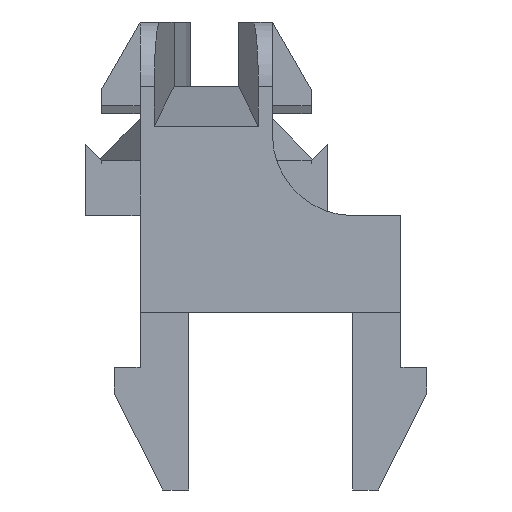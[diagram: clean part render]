
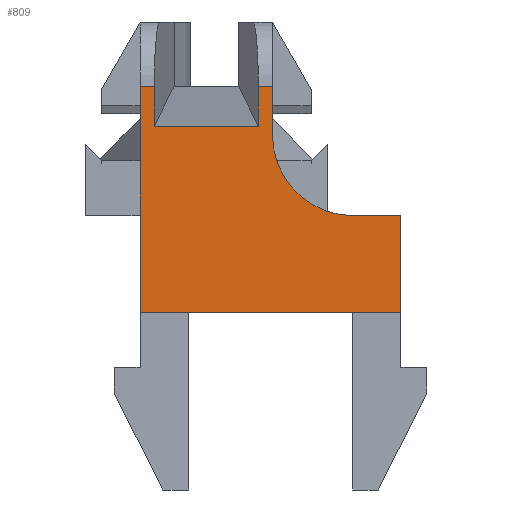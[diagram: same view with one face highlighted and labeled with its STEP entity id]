
A CAD part, left-side view. The second image highlights one B-rep face of the part: STEP entity #809.
In plain terms, the highlighted planar face has unit normal (-1, 0, 0).
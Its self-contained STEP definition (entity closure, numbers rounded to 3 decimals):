
#339=CARTESIAN_POINT('',(-77.5,-2.05,1.));
#340=VERTEX_POINT('',#339);
#358=CARTESIAN_POINT('',(-77.5,-1.612,1.));
#359=VERTEX_POINT('',#358);
#367=CARTESIAN_POINT('',(-77.5,-1.612,1.));
#368=DIRECTION('',(0.0,-1.0,0.0));
#369=VECTOR('',#368,0.438);
#370=LINE('',#367,#369);
#371=EDGE_CURVE('',#359,#340,#370,.T.);
#453=CARTESIAN_POINT('',(-77.5,-2.05,-0.5));
#454=VERTEX_POINT('',#453);
#455=CARTESIAN_POINT('',(-77.5,-2.05,-0.5));
#456=DIRECTION('',(0.0,0.0,1.0));
#457=VECTOR('',#456,1.5);
#458=LINE('',#455,#457);
#459=EDGE_CURVE('',#454,#340,#458,.T.);
#729=CARTESIAN_POINT('',(-77.5,-2.05,-3.));
#730=DIRECTION('',(-1.0,0.0,0.0));
#731=DIRECTION('',(0.0,0.0,1.0));
#732=AXIS2_PLACEMENT_3D('',#729,#730,#731);
#733=PLANE('',#732);
#734=ORIENTED_EDGE('',*,*,#371,.F.);
#735=CARTESIAN_POINT('',(-77.5,-1.612,-0.234));
#736=VERTEX_POINT('',#735);
#737=CARTESIAN_POINT('',(-77.5,-1.612,-0.234));
#738=DIRECTION('',(0.0,0.0,1.0));
#739=VECTOR('',#738,1.234);
#740=LINE('',#737,#739);
#741=EDGE_CURVE('',#736,#359,#740,.T.);
#742=ORIENTED_EDGE('',*,*,#741,.F.);
#743=CARTESIAN_POINT('',(-77.5,1.612,-0.234));
#744=VERTEX_POINT('',#743);
#745=CARTESIAN_POINT('',(-77.5,1.612,-0.234));
#746=DIRECTION('',(0.0,-1.0,0.0));
#747=VECTOR('',#746,3.225);
#748=LINE('',#745,#747);
#749=EDGE_CURVE('',#744,#736,#748,.T.);
#750=ORIENTED_EDGE('',*,*,#749,.F.);
#751=CARTESIAN_POINT('',(-77.5,1.612,1.));
#752=VERTEX_POINT('',#751);
#753=CARTESIAN_POINT('',(-77.5,1.612,1.));
#754=DIRECTION('',(0.0,0.0,-1.0));
#755=VECTOR('',#754,1.234);
#756=LINE('',#753,#755);
#757=EDGE_CURVE('',#752,#744,#756,.T.);
#758=ORIENTED_EDGE('',*,*,#757,.F.);
#759=CARTESIAN_POINT('',(-77.5,2.05,1.));
#760=VERTEX_POINT('',#759);
#761=CARTESIAN_POINT('',(-77.5,2.05,1.));
#762=DIRECTION('',(0.0,-1.0,0.0));
#763=VECTOR('',#762,0.438);
#764=LINE('',#761,#763);
#765=EDGE_CURVE('',#760,#752,#764,.T.);
#766=ORIENTED_EDGE('',*,*,#765,.F.);
#767=CARTESIAN_POINT('',(-77.5,2.05,-6.));
#768=VERTEX_POINT('',#767);
#769=CARTESIAN_POINT('',(-77.5,2.05,1.));
#770=DIRECTION('',(0.0,0.0,-1.0));
#771=VECTOR('',#770,7.);
#772=LINE('',#769,#771);
#773=EDGE_CURVE('',#760,#768,#772,.T.);
#774=ORIENTED_EDGE('',*,*,#773,.T.);
#775=CARTESIAN_POINT('',(-77.5,-6.03,-6.));
#776=VERTEX_POINT('',#775);
#777=CARTESIAN_POINT('',(-77.5,2.05,-6.));
#778=DIRECTION('',(0.0,-1.0,0.0));
#779=VECTOR('',#778,8.08);
#780=LINE('',#777,#779);
#781=EDGE_CURVE('',#768,#776,#780,.T.);
#782=ORIENTED_EDGE('',*,*,#781,.T.);
#783=CARTESIAN_POINT('',(-77.5,-6.03,-3.));
#784=VERTEX_POINT('',#783);
#785=CARTESIAN_POINT('',(-77.5,-6.03,-3.));
#786=DIRECTION('',(0.0,0.0,-1.0));
#787=VECTOR('',#786,3.);
#788=LINE('',#785,#787);
#789=EDGE_CURVE('',#784,#776,#788,.T.);
#790=ORIENTED_EDGE('',*,*,#789,.F.);
#791=CARTESIAN_POINT('',(-77.5,-4.55,-3.));
#792=VERTEX_POINT('',#791);
#793=CARTESIAN_POINT('',(-77.5,-4.55,-3.));
#794=DIRECTION('',(0.0,-1.0,0.0));
#795=VECTOR('',#794,1.48);
#796=LINE('',#793,#795);
#797=EDGE_CURVE('',#792,#784,#796,.T.);
#798=ORIENTED_EDGE('',*,*,#797,.F.);
#799=CARTESIAN_POINT('',(-77.5,-4.55,-0.5));
#800=DIRECTION('',(-1.,0.0,0.0));
#801=DIRECTION('',(0.0,0.707,-0.707));
#802=AXIS2_PLACEMENT_3D('',#799,#800,#801);
#803=CIRCLE('',#802,2.5);
#804=EDGE_CURVE('',#454,#792,#803,.T.);
#805=ORIENTED_EDGE('',*,*,#804,.F.);
#806=ORIENTED_EDGE('',*,*,#459,.T.);
#807=EDGE_LOOP('',(#734,#742,#750,#758,#766,#774,#782,#790,#798,#805,#806));
#808=FACE_OUTER_BOUND('',#807,.T.);
#809=ADVANCED_FACE('',(#808),#733,.T.);
